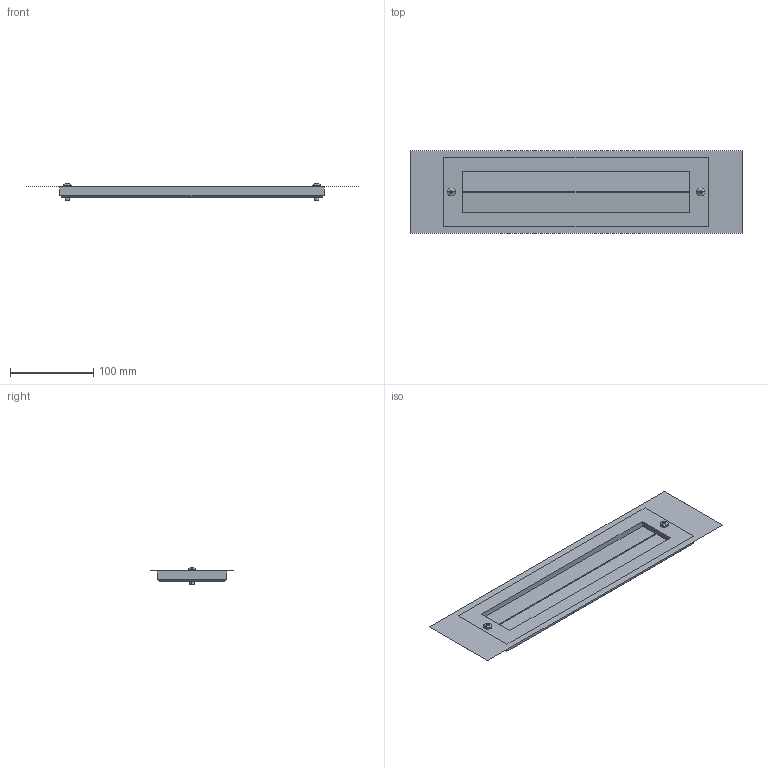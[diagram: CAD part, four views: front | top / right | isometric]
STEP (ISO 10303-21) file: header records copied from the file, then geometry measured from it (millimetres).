
FILE_DESCRIPTION (( 'STEP AP214' ), '1' );
FILE_NAME ('0396-7310-84-000396-7310-84-00.step', '2022-12-07T12:25:42', ( '' ), ( '' ), 'SwSTEP 2.0', 'SolidWorks 2019', '' );
FILE_SCHEMA (( 'AUTOMOTIVE_DESIGN' ));
Length unit declared in the file: millimetre
Products named in the file (1): 0396-7310-84-000396-7310-84-00
Bounding box: 398 x 99 x 19.7 mm (x, y, z)
Volume: 202110.8 mm3; surface area: 127425.1 mm2
Topology: 8 solids, 8 shells, 132 faces, 312 edges, 200 vertices
Faces by surface type: plane 96, cylinder 28, torus 8
Entity records: 4173 total; most frequent: CARTESIAN_POINT 761, DIRECTION 630, ORIENTED_EDGE 624, EDGE_CURVE 312, AXIS2_PLACEMENT_3D 213, VECTOR 204, LINE 204, VERTEX_POINT 200
